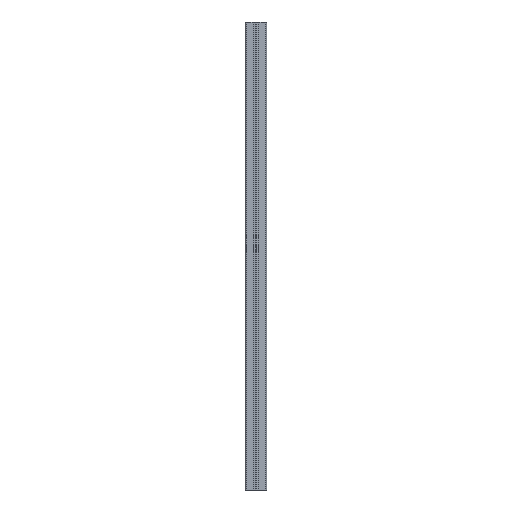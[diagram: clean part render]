
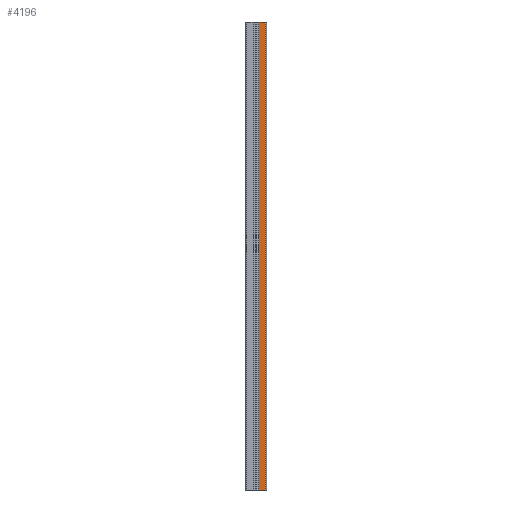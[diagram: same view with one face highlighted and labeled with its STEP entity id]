
A CAD part, front view. The second image highlights one B-rep face of the part: STEP entity #4196.
In plain terms, the highlighted planar face has unit normal (0, -1, 0).
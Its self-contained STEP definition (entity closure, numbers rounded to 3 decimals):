
#46 = PLANE ( 'NONE',  #4189 ) ;
#82 = ORIENTED_EDGE ( 'NONE', *, *, #2434, .F. ) ;
#90 = EDGE_LOOP ( 'NONE', ( #3413, #1338, #82, #565 ) ) ;
#565 = ORIENTED_EDGE ( 'NONE', *, *, #1473, .T. ) ;
#605 = EDGE_CURVE ( 'NONE', #3157, #2145, #3775, .T. ) ;
#738 = VECTOR ( 'NONE', #4688, 1000. ) ;
#768 = CARTESIAN_POINT ( 'NONE',  ( 0., -22.5, -1000. ) ) ;
#895 = DIRECTION ( 'NONE',  ( 0., 0., 1. ) ) ;
#1196 = CARTESIAN_POINT ( 'NONE',  ( 6.1, -22.5, -1000. ) ) ;
#1261 = LINE ( 'NONE', #2363, #4519 ) ;
#1338 = ORIENTED_EDGE ( 'NONE', *, *, #1514, .F. ) ;
#1380 = CARTESIAN_POINT ( 'NONE',  ( 20., -22.5, 0. ) ) ;
#1465 = CARTESIAN_POINT ( 'NONE',  ( 20., -22.5, -1000. ) ) ;
#1473 = EDGE_CURVE ( 'NONE', #3610, #3157, #1261, .T. ) ;
#1514 = EDGE_CURVE ( 'NONE', #4806, #2145, #1670, .T. ) ;
#1558 = DIRECTION ( 'NONE',  ( 0., 1., 0. ) ) ;
#1670 = LINE ( 'NONE', #3564, #2536 ) ;
#2010 = CARTESIAN_POINT ( 'NONE',  ( 0., -22.5, 0. ) ) ;
#2145 = VERTEX_POINT ( 'NONE', #4157 ) ;
#2293 = DIRECTION ( 'NONE',  ( -1., 0., 0. ) ) ;
#2363 = CARTESIAN_POINT ( 'NONE',  ( 20., -22.5, -1000. ) ) ;
#2434 = EDGE_CURVE ( 'NONE', #3610, #4806, #4577, .T. ) ;
#2536 = VECTOR ( 'NONE', #895, 1000. ) ;
#3157 = VERTEX_POINT ( 'NONE', #1380 ) ;
#3413 = ORIENTED_EDGE ( 'NONE', *, *, #605, .T. ) ;
#3462 = CARTESIAN_POINT ( 'NONE',  ( 0., -22.5, -1000. ) ) ;
#3524 = DIRECTION ( 'NONE',  ( 0., 0., 1. ) ) ;
#3564 = CARTESIAN_POINT ( 'NONE',  ( 6.1, -22.5, -1000. ) ) ;
#3610 = VERTEX_POINT ( 'NONE', #1465 ) ;
#3775 = LINE ( 'NONE', #2010, #738 ) ;
#4157 = CARTESIAN_POINT ( 'NONE',  ( 6.1, -22.5, 0. ) ) ;
#4189 = AXIS2_PLACEMENT_3D ( 'NONE', #3462, #1558, #4244 ) ;
#4196 = ADVANCED_FACE ( 'NONE', ( #4424 ), #46, .F. ) ;
#4244 = DIRECTION ( 'NONE',  ( 0., 0., 1. ) ) ;
#4424 = FACE_OUTER_BOUND ( 'NONE', #90, .T. ) ;
#4466 = VECTOR ( 'NONE', #2293, 1000. ) ;
#4519 = VECTOR ( 'NONE', #3524, 1000. ) ;
#4577 = LINE ( 'NONE', #768, #4466 ) ;
#4688 = DIRECTION ( 'NONE',  ( -1., 0., 0. ) ) ;
#4806 = VERTEX_POINT ( 'NONE', #1196 ) ;
